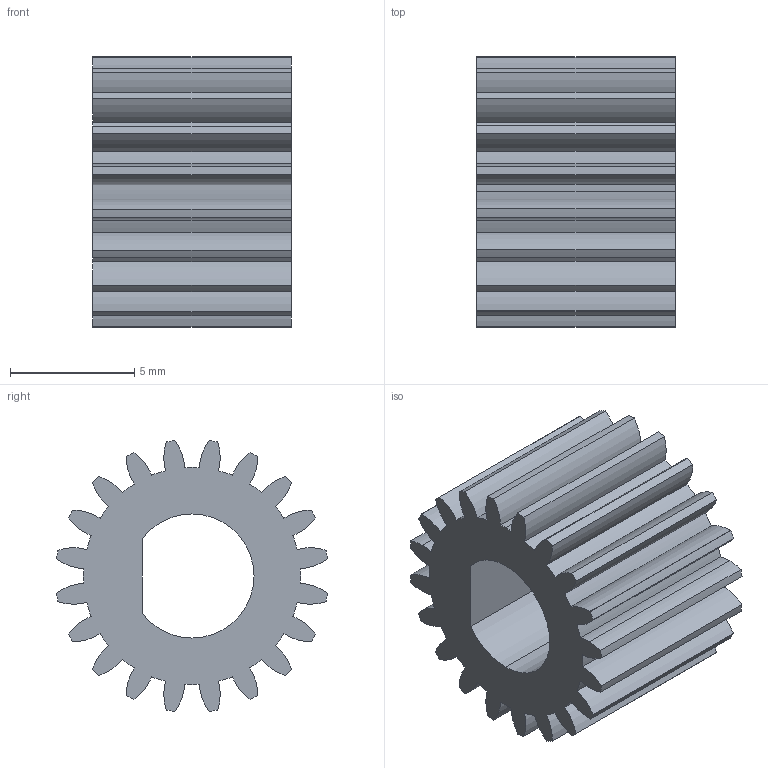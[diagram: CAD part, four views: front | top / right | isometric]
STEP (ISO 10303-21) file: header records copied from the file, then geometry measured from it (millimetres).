
FILE_DESCRIPTION (( 'STEP AP214' ), '1' );
FILE_NAME ('Metric - Spur gear 0.5M 20T 8FW.STEP', '2024-02-15T23:02:12', ( '' ), ( '' ), 'SwSTEP 2.0', 'SolidWorks 2022', '' );
FILE_SCHEMA (( 'AUTOMOTIVE_DESIGN' ));
Length unit declared in the file: millimetre
Products named in the file (1): Metric - Spur gear 0.5M 20T 8FW
Bounding box: 8 x 10.91 x 10.91 mm (x, y, z)
Volume: 455.4 mm3; surface area: 765.2 mm2
Topology: 1 solids, 1 shells, 91 faces, 267 edges, 178 vertices
Faces by surface type: cylinder 88, plane 3
Entity records: 3175 total; most frequent: DIRECTION 627, CARTESIAN_POINT 537, ORIENTED_EDGE 534, AXIS2_PLACEMENT_3D 268, EDGE_CURVE 267, VERTEX_POINT 178, CIRCLE 176, EDGE_LOOP 93
